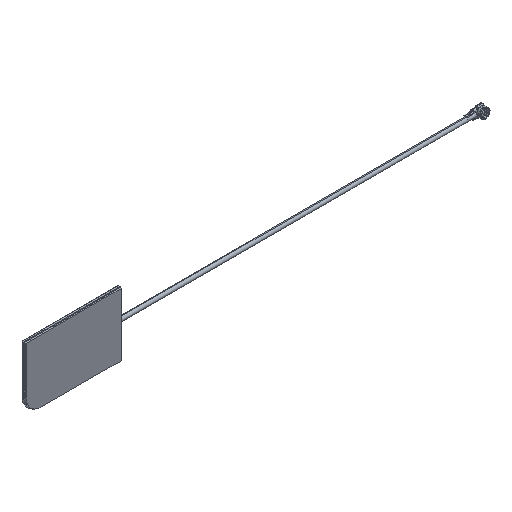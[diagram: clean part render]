
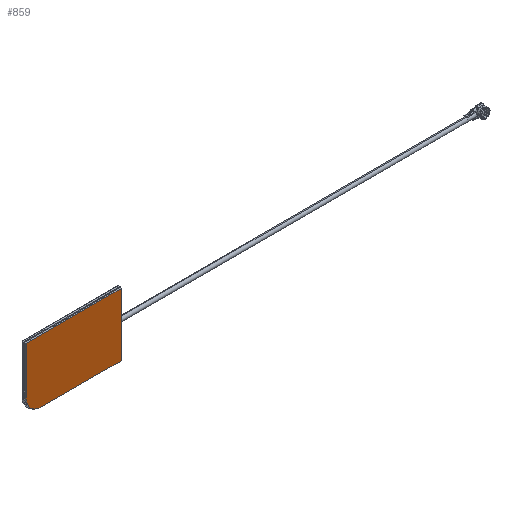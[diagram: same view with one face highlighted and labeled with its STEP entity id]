
A CAD part, isometric view. The second image highlights one B-rep face of the part: STEP entity #859.
In plain terms, the highlighted planar face has unit normal (0, -1, 0).
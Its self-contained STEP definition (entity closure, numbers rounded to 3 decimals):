
#36 = CARTESIAN_POINT ( 'NONE',  ( -0.254, -0.889, -0.254 ) ) ;
#149 = EDGE_CURVE ( 'NONE', #2804, #3637, #736, .T. ) ;
#331 = EDGE_CURVE ( 'NONE', #563, #535, #3474, .T. ) ;
#358 = VERTEX_POINT ( 'NONE', #1229 ) ;
#474 = LINE ( 'NONE', #3811, #933 ) ;
#535 = VERTEX_POINT ( 'NONE', #3682 ) ;
#563 = VERTEX_POINT ( 'NONE', #2005 ) ;
#600 = CARTESIAN_POINT ( 'NONE',  ( -22.426, -0.889, -13.426 ) ) ;
#736 = LINE ( 'NONE', #1095, #993 ) ;
#859 = ADVANCED_FACE ( 'NONE', ( #1456 ), #3789, .T. ) ;
#933 = VECTOR ( 'NONE', #3083, 1000. ) ;
#993 = VECTOR ( 'NONE', #1473, 1000. ) ;
#1019 = DIRECTION ( 'NONE',  ( -1., 0., 0. ) ) ;
#1095 = CARTESIAN_POINT ( 'NONE',  ( -26.744, -0.889, -0.254 ) ) ;
#1229 = CARTESIAN_POINT ( 'NONE',  ( -22.426, -0.889, -17.744 ) ) ;
#1272 = AXIS2_PLACEMENT_3D ( 'NONE', #600, #4102, #2185 ) ;
#1456 = FACE_OUTER_BOUND ( 'NONE', #2354, .T. ) ;
#1473 = DIRECTION ( 'NONE',  ( 0., 0., -1. ) ) ;
#1498 = VECTOR ( 'NONE', #1019, 1000. ) ;
#1571 = DIRECTION ( 'NONE',  ( 0., 0., 1. ) ) ;
#1640 = CARTESIAN_POINT ( 'NONE',  ( -26.744, -0.889, -13.426 ) ) ;
#1728 = VECTOR ( 'NONE', #1571, 1000. ) ;
#1740 = CIRCLE ( 'NONE', #1272, 4.318 ) ;
#1807 = EDGE_CURVE ( 'NONE', #3637, #358, #1740, .T. ) ;
#2005 = CARTESIAN_POINT ( 'NONE',  ( -0.254, -0.889, -17.744 ) ) ;
#2168 = EDGE_CURVE ( 'NONE', #535, #2804, #2173, .T. ) ;
#2173 = LINE ( 'NONE', #36, #1498 ) ;
#2185 = DIRECTION ( 'NONE',  ( 0., 0., -1. ) ) ;
#2212 = CARTESIAN_POINT ( 'NONE',  ( -22.426, -0.889, -13.426 ) ) ;
#2354 = EDGE_LOOP ( 'NONE', ( #3238, #4183, #3705, #2499, #3049 ) ) ;
#2493 = DIRECTION ( 'NONE',  ( 0., -1., 0. ) ) ;
#2499 = ORIENTED_EDGE ( 'NONE', *, *, #331, .T. ) ;
#2705 = CARTESIAN_POINT ( 'NONE',  ( -26.744, -0.889, -0.254 ) ) ;
#2804 = VERTEX_POINT ( 'NONE', #2705 ) ;
#2816 = DIRECTION ( 'NONE',  ( 0., 0., -1. ) ) ;
#3049 = ORIENTED_EDGE ( 'NONE', *, *, #2168, .T. ) ;
#3083 = DIRECTION ( 'NONE',  ( 1., 0., 0. ) ) ;
#3238 = ORIENTED_EDGE ( 'NONE', *, *, #149, .T. ) ;
#3463 = EDGE_CURVE ( 'NONE', #358, #563, #474, .T. ) ;
#3474 = LINE ( 'NONE', #4156, #1728 ) ;
#3572 = AXIS2_PLACEMENT_3D ( 'NONE', #2212, #2493, #2816 ) ;
#3637 = VERTEX_POINT ( 'NONE', #1640 ) ;
#3682 = CARTESIAN_POINT ( 'NONE',  ( -0.254, -0.889, -0.254 ) ) ;
#3705 = ORIENTED_EDGE ( 'NONE', *, *, #3463, .T. ) ;
#3789 = PLANE ( 'NONE',  #3572 ) ;
#3811 = CARTESIAN_POINT ( 'NONE',  ( -22.426, -0.889, -17.744 ) ) ;
#4102 = DIRECTION ( 'NONE',  ( 0., -1., 0. ) ) ;
#4156 = CARTESIAN_POINT ( 'NONE',  ( -0.254, -0.889, -17.744 ) ) ;
#4183 = ORIENTED_EDGE ( 'NONE', *, *, #1807, .T. ) ;
